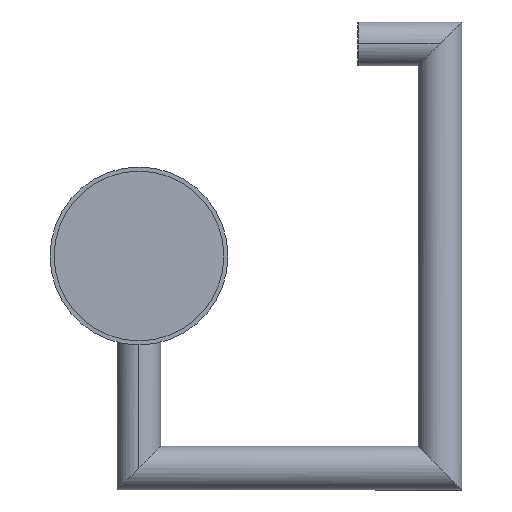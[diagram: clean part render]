
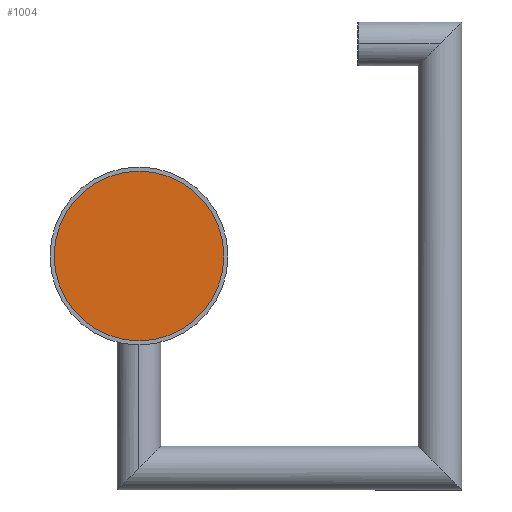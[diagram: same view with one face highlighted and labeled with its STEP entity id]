
A CAD part, left-side view. The second image highlights one B-rep face of the part: STEP entity #1004.
In plain terms, the highlighted planar face has unit normal (-1, 0, 0).
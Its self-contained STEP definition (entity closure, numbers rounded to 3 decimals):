
#719 = DIRECTION ( 'NONE',  ( 0., 0., -1. ) ) ;
#747 = DIRECTION ( 'NONE',  ( 1., 0., 0. ) ) ;
#748 = CARTESIAN_POINT ( 'NONE',  ( 14.5, 0., 0. ) ) ;
#822 = CARTESIAN_POINT ( 'NONE',  ( 14.5, 0., 0. ) ) ;
#823 = DIRECTION ( 'NONE',  ( 1., 0., 0. ) ) ;
#824 = DIRECTION ( 'NONE',  ( 0., 0., -1. ) ) ;
#1004 = ADVANCED_FACE ( 'NONE', ( #1900 ), #1362, .F. ) ;
#1360 = CARTESIAN_POINT ( 'NONE',  ( 14.5, 0., -30.5 ) ) ;
#1362 = PLANE ( 'NONE',  #1779 ) ;
#1365 = DIRECTION ( 'NONE',  ( 1., 0., 0. ) ) ;
#1366 = DIRECTION ( 'NONE',  ( 0., 0., -1. ) ) ;
#1390 = CARTESIAN_POINT ( 'NONE',  ( 14.5, 0., -31. ) ) ;
#1403 = CARTESIAN_POINT ( 'NONE',  ( 14.5, 0., 31. ) ) ;
#1491 = VERTEX_POINT ( 'NONE', #1390 ) ;
#1521 = ORIENTED_EDGE ( 'NONE', *, *, #2066, .F. ) ;
#1523 = ORIENTED_EDGE ( 'NONE', *, *, #2058, .F. ) ;
#1561 = VERTEX_POINT ( 'NONE', #1403 ) ;
#1695 = EDGE_LOOP ( 'NONE', ( #1523, #1521 ) ) ;
#1779 = AXIS2_PLACEMENT_3D ( 'NONE', #1360, #1365, #1366 ) ;
#1792 = AXIS2_PLACEMENT_3D ( 'NONE', #748, #747, #719 ) ;
#1798 = AXIS2_PLACEMENT_3D ( 'NONE', #822, #823, #824 ) ;
#1900 = FACE_OUTER_BOUND ( 'NONE', #1695, .T. ) ;
#2020 = CIRCLE ( 'NONE', #1792, 31. ) ;
#2022 = CIRCLE ( 'NONE', #1798, 31. ) ;
#2058 = EDGE_CURVE ( 'NONE', #1491, #1561, #2020, .T. ) ;
#2066 = EDGE_CURVE ( 'NONE', #1561, #1491, #2022, .T. ) ;
